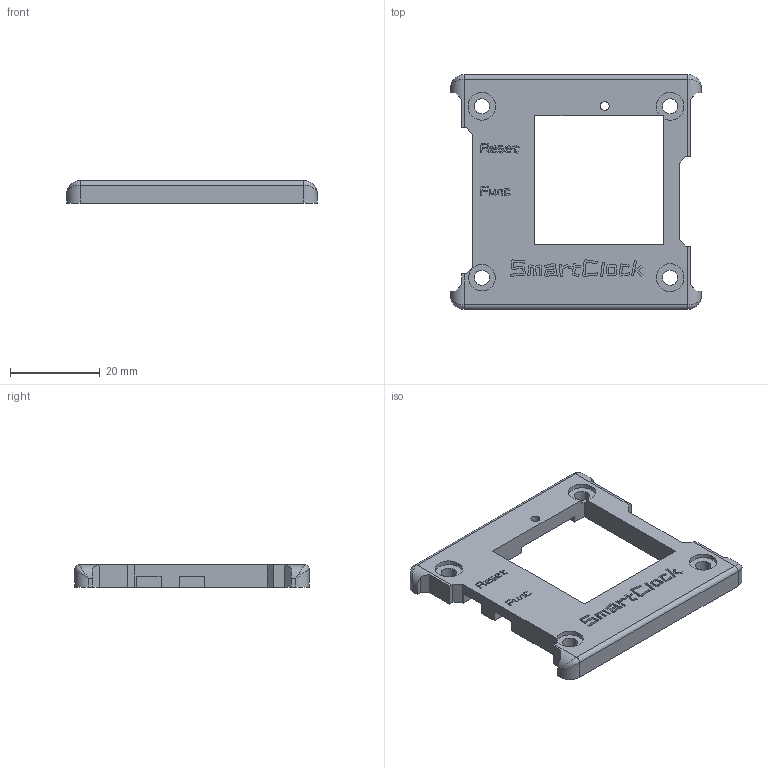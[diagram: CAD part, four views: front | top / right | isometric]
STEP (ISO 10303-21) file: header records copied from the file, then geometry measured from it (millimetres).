
FILE_DESCRIPTION (( 'STEP AP214' ), '1' );
FILE_NAME ('TopShell.STEP', '2024-08-01T07:22:18', ( '' ), ( '' ), 'SwSTEP 2.0', 'SolidWorks 2024', '' );
FILE_SCHEMA (( 'AUTOMOTIVE_DESIGN' ));
Length unit declared in the file: millimetre
Products named in the file (1): TopShell
Bounding box: 56.01 x 52.37 x 5 mm (x, y, z)
Volume: 8122.6 mm3; surface area: 5495.9 mm2
Topology: 1 solids, 1 shells, 348 faces, 955 edges, 630 vertices
Faces by surface type: plane 315, cylinder 29, bspline 4
Entity records: 11008 total; most frequent: CARTESIAN_POINT 2130, ORIENTED_EDGE 1902, DIRECTION 1683, EDGE_CURVE 951, VECTOR 885, LINE 885, VERTEX_POINT 630, AXIS2_PLACEMENT_3D 399
